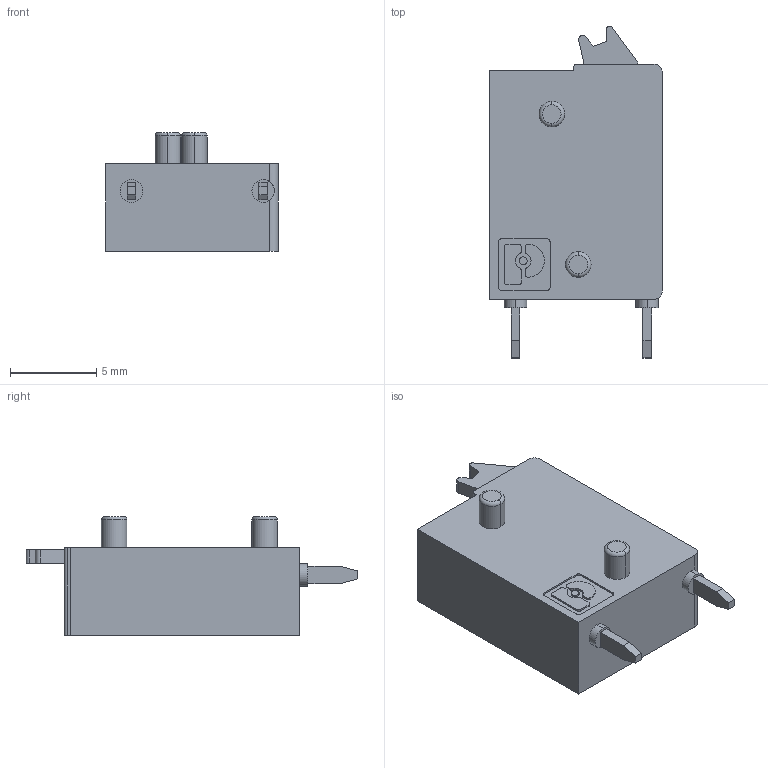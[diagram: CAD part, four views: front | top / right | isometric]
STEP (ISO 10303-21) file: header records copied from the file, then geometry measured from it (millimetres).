
FILE_DESCRIPTION(('STEP AP214'),'1');
FILE_NAME('1790348.stp','2015-09-14T18:05:38',('TraceParts'),('TraceParts S.A.'),'Spatial InterOp 3D',' ',' ');
FILE_SCHEMA(('automotive_design'));
Length unit declared in the file: millimetre
Products named in the file (1): ffkds-v2-5.08|1#ffkds-v2-5.08;ffkds-v2-5.08
Bounding box: 10 x 19.2 x 6.88 mm (x, y, z)
Volume: 650 mm3; surface area: 612.4 mm2
Topology: 1 solids, 1 shells, 114 faces, 281 edges, 182 vertices
Faces by surface type: plane 55, cylinder 48, torus 8, cone 3
Entity records: 4634 total; most frequent: CARTESIAN_POINT 890, DIRECTION 623, ORIENTED_EDGE 562, EDGE_CURVE 281, AXIS2_PLACEMENT_3D 230, VERTEX_POINT 182, LINE 163, VECTOR 163
